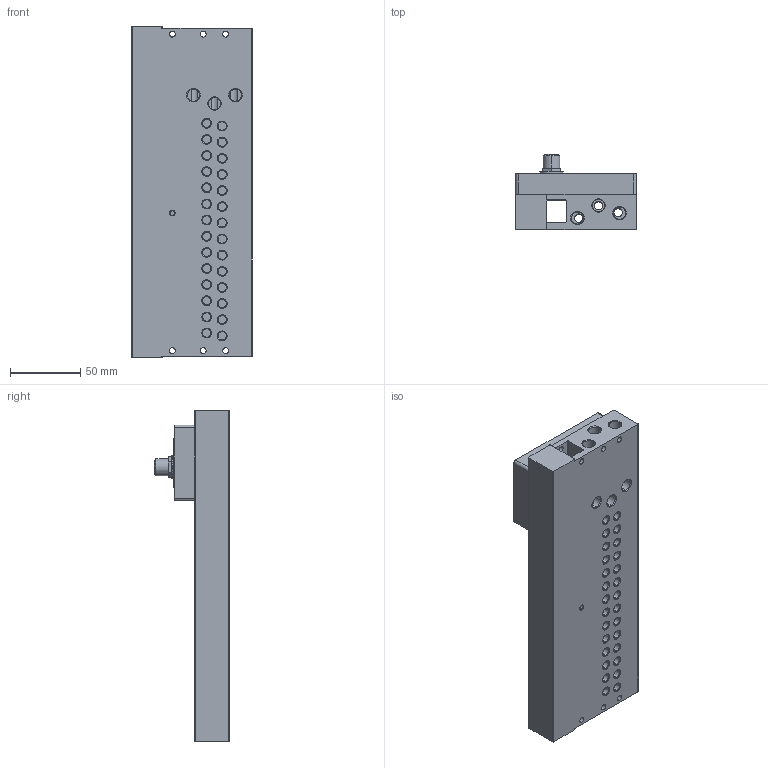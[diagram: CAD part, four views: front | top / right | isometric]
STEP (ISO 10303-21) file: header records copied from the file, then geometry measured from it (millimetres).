
FILE_DESCRIPTION (( 'STEP AP203' ), '1' );
FILE_NAME ('ES1VB-14F-M7LK32.STEP', '2022-07-27T11:29:42', ( '' ), ( '' ), 'SwSTEP 2.0', 'SolidWorks 2022', '' );
FILE_SCHEMA (( 'CONFIG_CONTROL_DESIGN' ));
Length unit declared in the file: millimetre
Products named in the file (1): ES1VB-14F-M7LK32
Bounding box: 86 x 53.6 x 236 mm (x, y, z)
Volume: 489424.5 mm3; surface area: 94998.7 mm2
Topology: 1 solids, 1 shells, 461 faces, 1060 edges, 676 vertices
Faces by surface type: cylinder 200, cone 136, plane 113, bspline 12
Entity records: 13599 total; most frequent: DIRECTION 2548, CARTESIAN_POINT 2534, ORIENTED_EDGE 2120, AXIS2_PLACEMENT_3D 1062, EDGE_CURVE 1060, VERTEX_POINT 676, CIRCLE 612, EDGE_LOOP 568
